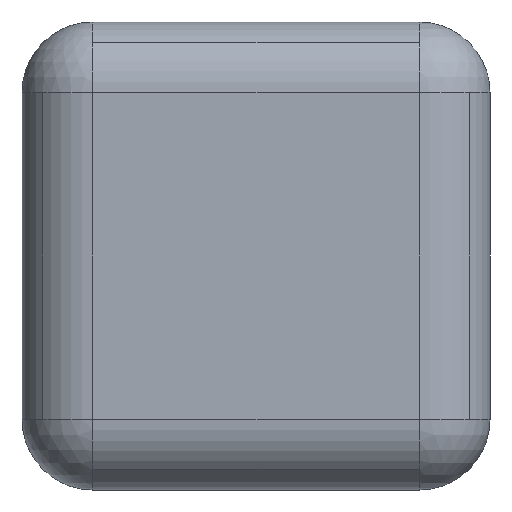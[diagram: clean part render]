
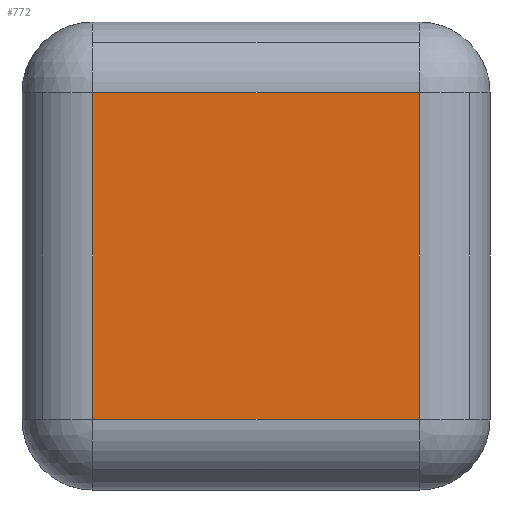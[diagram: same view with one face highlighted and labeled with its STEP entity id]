
A CAD part, left-side view. The second image highlights one B-rep face of the part: STEP entity #772.
In plain terms, the highlighted planar face has unit normal (-1, 0, 0).
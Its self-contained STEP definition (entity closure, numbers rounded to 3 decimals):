
#164=CARTESIAN_POINT('',(-0.315,0.115,0.05));
#165=VERTEX_POINT('',#164);
#173=CARTESIAN_POINT('',(-0.315,0.115,0.28));
#174=VERTEX_POINT('',#173);
#175=CARTESIAN_POINT('',(-0.315,0.115,0.05));
#176=DIRECTION('',(0.0,0.0,1.0));
#177=VECTOR('',#176,0.23);
#178=LINE('',#175,#177);
#179=EDGE_CURVE('',#165,#174,#178,.T.);
#248=CARTESIAN_POINT('',(-0.315,-0.115,0.05));
#249=VERTEX_POINT('',#248);
#257=CARTESIAN_POINT('',(-0.315,-0.115,0.05));
#258=DIRECTION('',(0.0,1.0,0.0));
#259=VECTOR('',#258,0.23);
#260=LINE('',#257,#259);
#261=EDGE_CURVE('',#249,#165,#260,.T.);
#500=CARTESIAN_POINT('',(-0.315,-0.115,0.28));
#501=VERTEX_POINT('',#500);
#561=CARTESIAN_POINT('',(-0.315,-0.115,0.28));
#562=DIRECTION('',(0.0,0.0,-1.0));
#563=VECTOR('',#562,0.23);
#564=LINE('',#561,#563);
#565=EDGE_CURVE('',#501,#249,#564,.T.);
#578=CARTESIAN_POINT('',(-0.315,0.115,0.28));
#579=DIRECTION('',(0.0,-1.0,0.0));
#580=VECTOR('',#579,0.23);
#581=LINE('',#578,#580);
#582=EDGE_CURVE('',#174,#501,#581,.T.);
#761=CARTESIAN_POINT('',(-0.315,-0.165,0.0));
#762=DIRECTION('',(-1.0,0.0,0.0));
#763=DIRECTION('',(0.0,0.0,1.0));
#764=AXIS2_PLACEMENT_3D('',#761,#762,#763);
#765=PLANE('',#764);
#766=ORIENTED_EDGE('',*,*,#565,.F.);
#767=ORIENTED_EDGE('',*,*,#582,.F.);
#768=ORIENTED_EDGE('',*,*,#179,.F.);
#769=ORIENTED_EDGE('',*,*,#261,.F.);
#770=EDGE_LOOP('',(#766,#767,#768,#769));
#771=FACE_OUTER_BOUND('',#770,.T.);
#772=ADVANCED_FACE('',(#771),#765,.T.);
